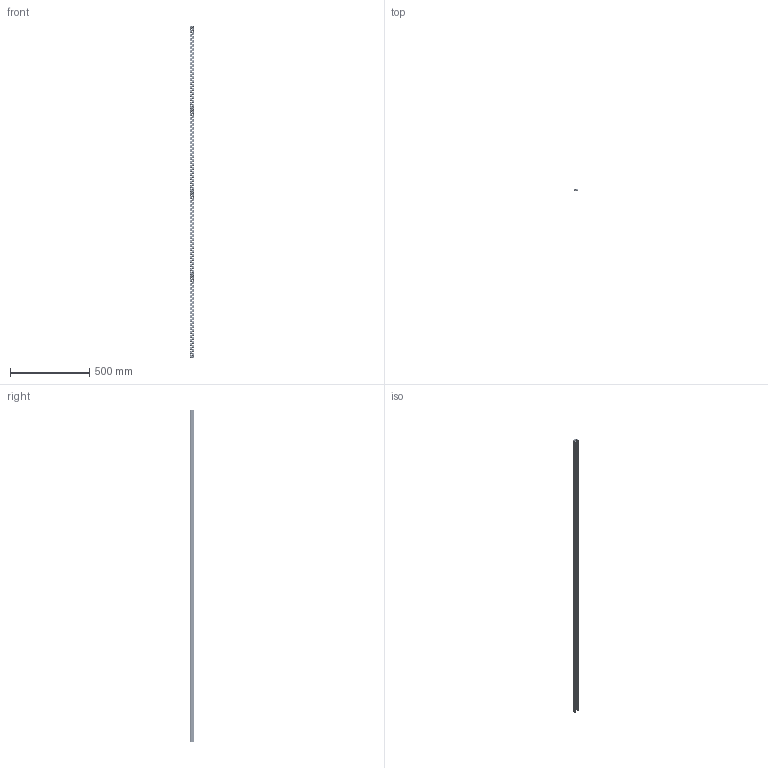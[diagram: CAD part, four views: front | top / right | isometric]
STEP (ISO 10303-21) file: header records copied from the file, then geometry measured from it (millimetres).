
FILE_DESCRIPTION (( 'STEP AP214' ), '1' );
FILE_NAME ('Optimo-Ladder-rung-O2-2100x30x30x2-st240-F140020100.STEP', '2021-08-09T13:25:48', ( '' ), ( '' ), 'SwSTEP 2.0', 'SolidWorks 2021', '' );
FILE_SCHEMA (( 'AUTOMOTIVE_DESIGN' ));
Length unit declared in the file: millimetre
Products named in the file (1): Optimo-Ladder-rung-O2-2100x30x30x2-st240-F140020100
Bounding box: 30 x 30 x 2100 mm (x, y, z)
Volume: 327627.7 mm3; surface area: 359859.6 mm2
Topology: 1 solids, 1 shells, 4067 faces, 11849 edges, 7116 vertices
Faces by surface type: cone 2028, torus 1515, cylinder 341, plane 183
Entity records: 153097 total; most frequent: CARTESIAN_POINT 40562, DIRECTION 26849, ORIENTED_EDGE 23698, AXIS2_PLACEMENT_3D 11981, EDGE_CURVE 11849, CIRCLE 7913, VERTEX_POINT 7116, ADVANCED_FACE 4067
